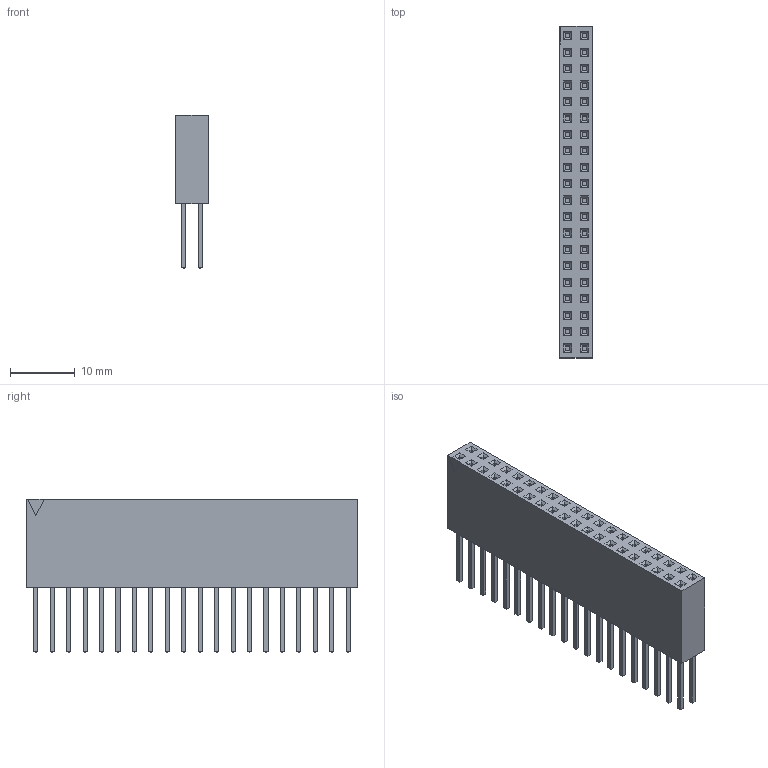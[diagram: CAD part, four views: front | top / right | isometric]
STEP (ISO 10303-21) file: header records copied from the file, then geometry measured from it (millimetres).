
FILE_DESCRIPTION(/* description */ (''),/* implementation_level */ '2;1');
FILE_NAME(/* name */ 'PRT-16764.step',/* time_stamp */ '2023-11-10T13:10:14-08:00',/* author */ (''),/* organization */ (''),/* preprocessor_version */ 'ST-DEVELOPER v20',/* originating_system */ 'Autodesk Translation Framework v12.14.0.127',/* authorisation */ '');
FILE_SCHEMA (('AUTOMOTIVE_DESIGN { 1 0 10303 214 3 1 1 }'));
Length unit declared in the file: millimetre
Products named in the file (3): (Unsaved); Body; LeadsArray
Assembly tree (2 placements, depth 2):
  (Unsaved)
    Body
    LeadsArray
Bounding box: 5 x 51.3 x 23.8 mm (x, y, z)
Volume: 3546.6 mm3; surface area: 4499.4 mm2
Topology: 41 solids, 41 shells, 769 faces, 1621 edges, 974 vertices
Faces by surface type: plane 769
Entity records: 19755 total; most frequent: CARTESIAN_POINT 3369, ORIENTED_EDGE 3242, DIRECTION 3169, LINE 1621, VECTOR 1621, EDGE_CURVE 1621, VERTEX_POINT 974, EDGE_LOOP 809
